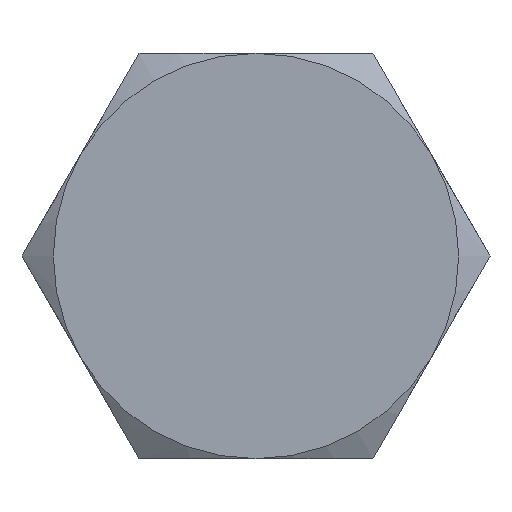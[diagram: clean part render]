
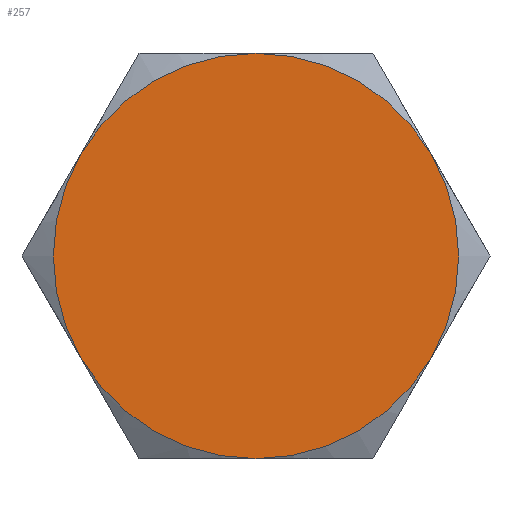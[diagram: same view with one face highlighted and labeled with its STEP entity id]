
A CAD part, left-side view. The second image highlights one B-rep face of the part: STEP entity #257.
In plain terms, the highlighted planar face has unit normal (-1, 0, 0).
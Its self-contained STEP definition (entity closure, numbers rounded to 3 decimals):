
#121=ORIENTED_EDGE('',*,*,#161,.F.);
#122=ORIENTED_EDGE('',*,*,#160,.F.);
#123=ORIENTED_EDGE('',*,*,#159,.F.);
#124=ORIENTED_EDGE('',*,*,#158,.F.);
#125=ORIENTED_EDGE('',*,*,#162,.F.);
#126=ORIENTED_EDGE('',*,*,#157,.F.);
#157=EDGE_CURVE('',#176,#174,#187,.T.);
#158=EDGE_CURVE('',#183,#182,#188,.T.);
#159=EDGE_CURVE('',#182,#180,#189,.T.);
#160=EDGE_CURVE('',#180,#178,#190,.T.);
#161=EDGE_CURVE('',#178,#176,#191,.T.);
#162=EDGE_CURVE('',#174,#183,#192,.T.);
#174=VERTEX_POINT('',#396);
#176=VERTEX_POINT('',#408);
#178=VERTEX_POINT('',#420);
#180=VERTEX_POINT('',#432);
#182=VERTEX_POINT('',#444);
#183=VERTEX_POINT('',#454);
#187=CIRCLE('',#286,8.5);
#188=CIRCLE('',#288,8.5);
#189=CIRCLE('',#290,8.5);
#190=CIRCLE('',#292,8.5);
#191=CIRCLE('',#294,8.5);
#192=CIRCLE('',#296,8.5);
#211=EDGE_LOOP('',(#121,#122,#123,#124,#125,#126));
#231=FACE_BOUND('',#211,.T.);
#241=PLANE('',#295);
#257=ADVANCED_FACE('',(#231),#241,.F.);
#286=AXIS2_PLACEMENT_3D('',#460,#340,#341);
#288=AXIS2_PLACEMENT_3D('',#462,#344,#345);
#290=AXIS2_PLACEMENT_3D('',#464,#348,#349);
#292=AXIS2_PLACEMENT_3D('',#466,#352,#353);
#294=AXIS2_PLACEMENT_3D('',#468,#356,#357);
#295=AXIS2_PLACEMENT_3D('',#469,#358,#359);
#296=AXIS2_PLACEMENT_3D('',#470,#360,#361);
#340=DIRECTION('',(1.,0.,0.));
#341=DIRECTION('',(0.,0.,-1.));
#344=DIRECTION('',(1.,0.,0.));
#345=DIRECTION('',(0.,0.,-1.));
#348=DIRECTION('',(1.,0.,0.));
#349=DIRECTION('',(0.,0.,-1.));
#352=DIRECTION('',(1.,0.,0.));
#353=DIRECTION('',(0.,0.,-1.));
#356=DIRECTION('',(1.,0.,0.));
#357=DIRECTION('',(0.,0.,-1.));
#358=DIRECTION('',(1.,0.,0.));
#359=DIRECTION('',(0.,0.,-1.));
#360=DIRECTION('',(1.,0.,0.));
#361=DIRECTION('',(0.,0.,-1.));
#396=CARTESIAN_POINT('',(-7.,0.,8.5));
#408=CARTESIAN_POINT('',(-7.,7.361,4.25));
#420=CARTESIAN_POINT('',(-7.,7.361,-4.25));
#432=CARTESIAN_POINT('',(-7.,0.,-8.5));
#444=CARTESIAN_POINT('',(-7.,-7.361,-4.25));
#454=CARTESIAN_POINT('',(-7.,-7.361,4.25));
#460=CARTESIAN_POINT('',(-7.,0.,0.));
#462=CARTESIAN_POINT('',(-7.,0.,0.));
#464=CARTESIAN_POINT('',(-7.,0.,0.));
#466=CARTESIAN_POINT('',(-7.,0.,0.));
#468=CARTESIAN_POINT('',(-7.,0.,0.));
#469=CARTESIAN_POINT('',(-7.,0.,0.));
#470=CARTESIAN_POINT('',(-7.,0.,0.));
